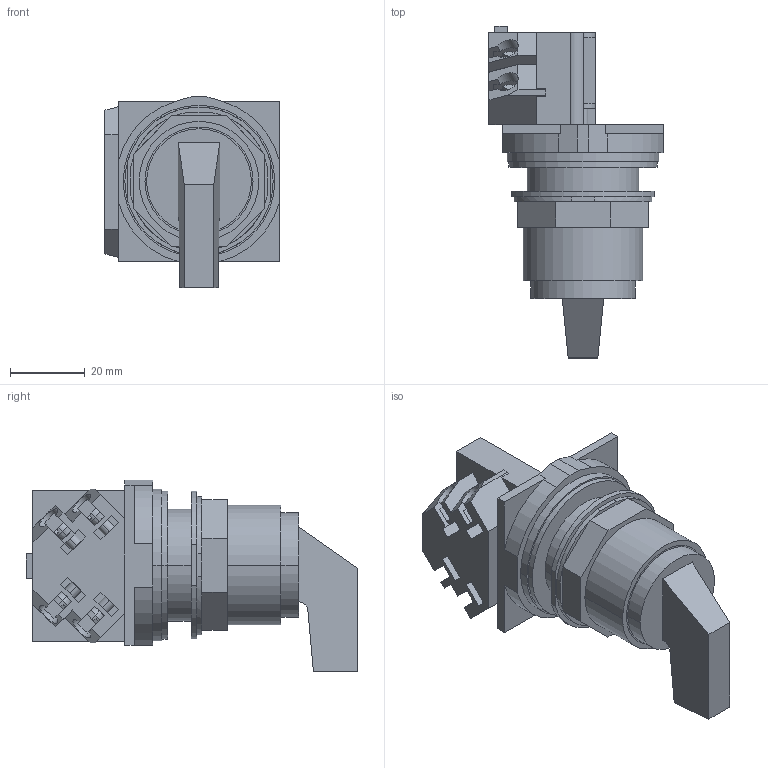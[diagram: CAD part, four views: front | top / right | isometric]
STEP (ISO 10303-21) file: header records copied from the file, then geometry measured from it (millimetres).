
FILE_DESCRIPTION((''),'2;1');
FILE_NAME('9001KS43FBH13_3D-SIMPLIFIED_ASM','2021-07-06T15:26:07',('melanie.cordero'),(''),'CREO PARAMETRIC BY PTC INC, 2018260','CREO PARAMETRIC BY PTC INC, 2018260','');
FILE_SCHEMA(('CONFIG_CONTROL_DESIGN'));
Length unit declared in the file: inch
Products named in the file (9): AVANT-1_1_1_2_1_1; ARRIERE_7_1_2_1_1; VIS_1_1_2_1_1; 9001KR9R05H13_3D-SIMPLIFIED-1_2_ASM; ASM0003_ASM_1_ASM_1_ASM; 9001KS11BH1_3D-SIMPLIFIED-1_ASM_ASM; BOUTON-1_1; 9001KS11BH1_3D-SIMPLIFIED_ASM_1_ASM; 9001KS43FBH13_3D-SIMPLIFIED_ASM
Assembly tree (11 placements, depth 6):
  9001KS43FBH13_3D-SIMPLIFIED_ASM
    9001KS11BH1_3D-SIMPLIFIED_ASM_1_ASM
      9001KS11BH1_3D-SIMPLIFIED-1_ASM_ASM
        ASM0003_ASM_1_ASM_1_ASM
          9001KR9R05H13_3D-SIMPLIFIED-1_2_ASM
            AVANT-1_1_1_2_1_1
            ARRIERE_7_1_2_1_1
            VIS_1_1_2_1_1  x4
      BOUTON-1_1
Bounding box: 46.63 x 88.85 x 51.33 mm (x, y, z)
Volume: 71878.6 mm3; surface area: 21408.3 mm2
Topology: 7 solids, 7 shells, 291 faces, 758 edges, 497 vertices
Faces by surface type: plane 228, cylinder 53, cone 8, extrusion 2
Entity records: 8188 total; most frequent: CARTESIAN_POINT 1552, ORIENTED_EDGE 1348, DIRECTION 1319, EDGE_CURVE 674, VECTOR 539, LINE 537, VERTEX_POINT 443, AXIS2_PLACEMENT_3D 390
